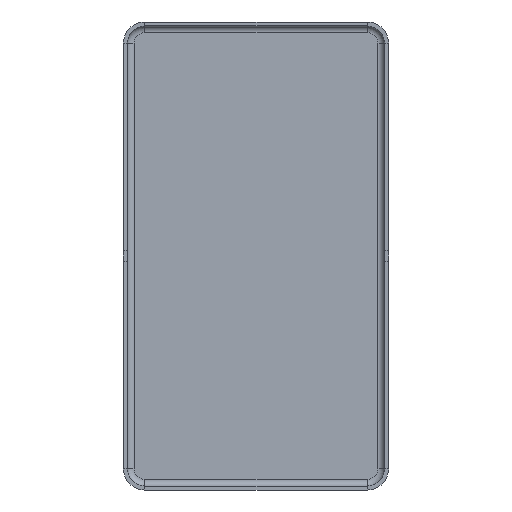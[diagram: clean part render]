
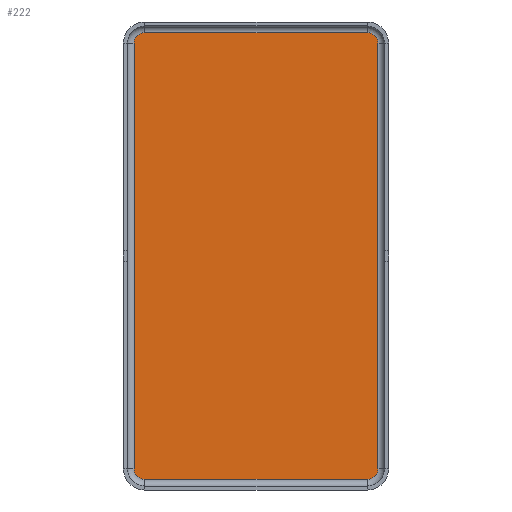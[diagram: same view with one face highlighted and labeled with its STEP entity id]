
A CAD part, front view. The second image highlights one B-rep face of the part: STEP entity #222.
In plain terms, the highlighted planar face has unit normal (0, -1, 0).
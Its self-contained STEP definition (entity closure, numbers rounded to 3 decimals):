
#21 = EDGE_CURVE ( 'NONE', #648, #901, #318, .T. ) ;
#33 = AXIS2_PLACEMENT_3D ( 'NONE', #465, #800, #1353 ) ;
#56 = LINE ( 'NONE', #755, #627 ) ;
#122 = EDGE_CURVE ( 'NONE', #1055, #493, #403, .T. ) ;
#201 = LINE ( 'NONE', #681, #1416 ) ;
#222 = ADVANCED_FACE ( 'NONE', ( #952 ), #1028, .T. ) ;
#241 = DIRECTION ( 'NONE',  ( 0., 1., 0. ) ) ;
#253 = CARTESIAN_POINT ( 'NONE',  ( -8.4, -0.3, 16.85 ) ) ;
#255 = DIRECTION ( 'NONE',  ( -1., 0., 0. ) ) ;
#260 = ORIENTED_EDGE ( 'NONE', *, *, #328, .F. ) ;
#261 = DIRECTION ( 'NONE',  ( 0., 1., 0. ) ) ;
#262 = ORIENTED_EDGE ( 'NONE', *, *, #1245, .F. ) ;
#273 = CIRCLE ( 'NONE', #994, 0.8 ) ;
#282 = DIRECTION ( 'NONE',  ( 0., 0., 1. ) ) ;
#288 = EDGE_CURVE ( 'NONE', #1057, #1055, #1151, .T. ) ;
#318 = LINE ( 'NONE', #974, #1079 ) ;
#328 = EDGE_CURVE ( 'NONE', #1380, #836, #273, .T. ) ;
#403 = LINE ( 'NONE', #869, #1385 ) ;
#423 = ORIENTED_EDGE ( 'NONE', *, *, #122, .F. ) ;
#428 = CARTESIAN_POINT ( 'NONE',  ( -9.2, -0.3, -16.05 ) ) ;
#442 = VERTEX_POINT ( 'NONE', #653 ) ;
#465 = CARTESIAN_POINT ( 'NONE',  ( 8.4, -0.3, 16.05 ) ) ;
#493 = VERTEX_POINT ( 'NONE', #1329 ) ;
#548 = CARTESIAN_POINT ( 'NONE',  ( -8.4, -0.3, 16.05 ) ) ;
#559 = DIRECTION ( 'NONE',  ( 0., 1., 0. ) ) ;
#564 = DIRECTION ( 'NONE',  ( 0., 1., 0. ) ) ;
#601 = ORIENTED_EDGE ( 'NONE', *, *, #288, .F. ) ;
#612 = DIRECTION ( 'NONE',  ( 0., 0., 1. ) ) ;
#619 = CARTESIAN_POINT ( 'NONE',  ( 9.2, -0.3, 16.05 ) ) ;
#627 = VECTOR ( 'NONE', #282, 1000. ) ;
#648 = VERTEX_POINT ( 'NONE', #619 ) ;
#653 = CARTESIAN_POINT ( 'NONE',  ( 8.4, -0.3, -16.85 ) ) ;
#681 = CARTESIAN_POINT ( 'NONE',  ( 8.4, -0.3, -16.85 ) ) ;
#716 = ORIENTED_EDGE ( 'NONE', *, *, #1187, .F. ) ;
#727 = DIRECTION ( 'NONE',  ( 0., 0., -1. ) ) ;
#755 = CARTESIAN_POINT ( 'NONE',  ( -9.2, -0.3, -16.05 ) ) ;
#778 = AXIS2_PLACEMENT_3D ( 'NONE', #548, #559, #893 ) ;
#799 = EDGE_CURVE ( 'NONE', #836, #1057, #56, .T. ) ;
#800 = DIRECTION ( 'NONE',  ( 0., -1., 0. ) ) ;
#802 = AXIS2_PLACEMENT_3D ( 'NONE', #1370, #261, #612 ) ;
#805 = DIRECTION ( 'NONE',  ( 0., 0., 1. ) ) ;
#821 = CARTESIAN_POINT ( 'NONE',  ( -8.4, -0.3, -16.05 ) ) ;
#836 = VERTEX_POINT ( 'NONE', #428 ) ;
#869 = CARTESIAN_POINT ( 'NONE',  ( -8.4, -0.3, 16.85 ) ) ;
#887 = DIRECTION ( 'NONE',  ( 1., 0., 0. ) ) ;
#893 = DIRECTION ( 'NONE',  ( 0., 0., 1. ) ) ;
#901 = VERTEX_POINT ( 'NONE', #1109 ) ;
#952 = FACE_OUTER_BOUND ( 'NONE', #1420, .T. ) ;
#974 = CARTESIAN_POINT ( 'NONE',  ( 9.2, -0.3, 16.05 ) ) ;
#994 = AXIS2_PLACEMENT_3D ( 'NONE', #821, #241, #1141 ) ;
#1028 = PLANE ( 'NONE',  #33 ) ;
#1055 = VERTEX_POINT ( 'NONE', #253 ) ;
#1057 = VERTEX_POINT ( 'NONE', #1146 ) ;
#1060 = ORIENTED_EDGE ( 'NONE', *, *, #21, .F. ) ;
#1079 = VECTOR ( 'NONE', #727, 1000. ) ;
#1109 = CARTESIAN_POINT ( 'NONE',  ( 9.2, -0.3, -16.05 ) ) ;
#1141 = DIRECTION ( 'NONE',  ( 0., 0., 1. ) ) ;
#1146 = CARTESIAN_POINT ( 'NONE',  ( -9.2, -0.3, 16.05 ) ) ;
#1151 = CIRCLE ( 'NONE', #778, 0.8 ) ;
#1171 = ORIENTED_EDGE ( 'NONE', *, *, #1273, .F. ) ;
#1187 = EDGE_CURVE ( 'NONE', #901, #442, #1335, .T. ) ;
#1239 = CARTESIAN_POINT ( 'NONE',  ( 8.4, -0.3, -16.05 ) ) ;
#1245 = EDGE_CURVE ( 'NONE', #442, #1380, #201, .T. ) ;
#1273 = EDGE_CURVE ( 'NONE', #493, #648, #1306, .T. ) ;
#1306 = CIRCLE ( 'NONE', #802, 0.8 ) ;
#1322 = ORIENTED_EDGE ( 'NONE', *, *, #799, .F. ) ;
#1329 = CARTESIAN_POINT ( 'NONE',  ( 8.4, -0.3, 16.85 ) ) ;
#1335 = CIRCLE ( 'NONE', #1389, 0.8 ) ;
#1353 = DIRECTION ( 'NONE',  ( 0., 0., -1. ) ) ;
#1370 = CARTESIAN_POINT ( 'NONE',  ( 8.4, -0.3, 16.05 ) ) ;
#1380 = VERTEX_POINT ( 'NONE', #1405 ) ;
#1385 = VECTOR ( 'NONE', #887, 1000. ) ;
#1389 = AXIS2_PLACEMENT_3D ( 'NONE', #1239, #564, #805 ) ;
#1405 = CARTESIAN_POINT ( 'NONE',  ( -8.4, -0.3, -16.85 ) ) ;
#1416 = VECTOR ( 'NONE', #255, 1000. ) ;
#1420 = EDGE_LOOP ( 'NONE', ( #1171, #423, #601, #1322, #260, #262, #716, #1060 ) ) ;
